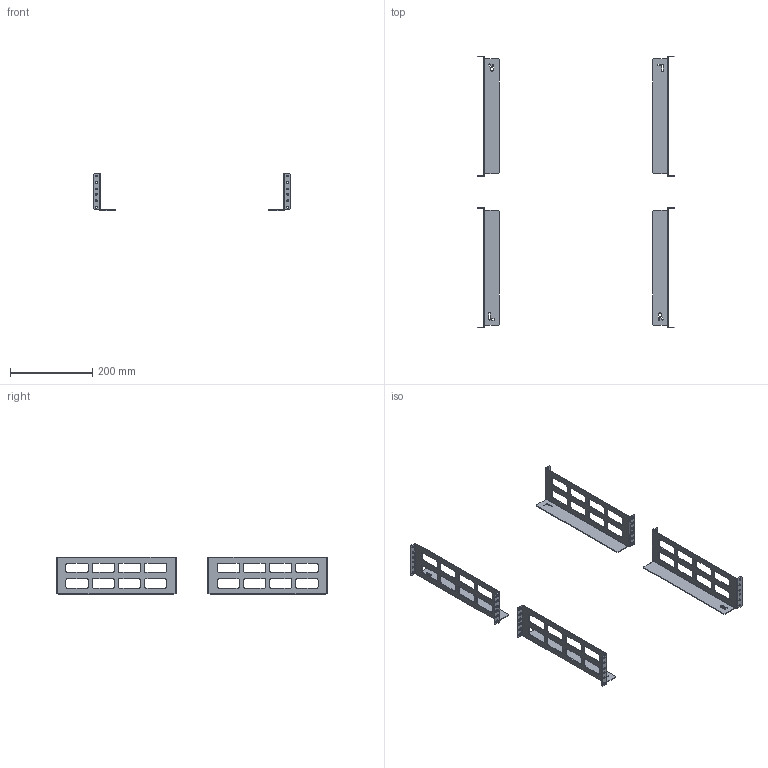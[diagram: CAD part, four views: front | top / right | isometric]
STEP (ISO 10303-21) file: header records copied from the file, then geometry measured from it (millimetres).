
FILE_DESCRIPTION (( 'STEP AP203' ), '1' );
FILE_NAME ('RDAB2U26.step', '2020-11-12T13:00:57', ( 'ADC123' ), ( 'Microsoft' ), 'SwSTEP 2.0', 'SolidWorks 2019', '' );
FILE_SCHEMA (( 'CONFIG_CONTROL_DESIGN' ));
Length unit declared in the file: inch
Products named in the file (1): RDAB2U26
Bounding box: 480.77 x 660.4 x 90.73 mm (x, y, z)
Volume: 210518.4 mm3; surface area: 247608.2 mm2
Topology: 4 solids, 4 shells, 540 faces, 1580 edges, 1048 vertices
Faces by surface type: plane 296, cylinder 244
Full cylindrical faces by diameter (mm): 4.496 x24
Entity records: 18281 total; most frequent: CARTESIAN_POINT 3145, DIRECTION 3126, ORIENTED_EDGE 3112, EDGE_CURVE 1556, VECTOR 1068, LINE 1068, VERTEX_POINT 1048, AXIS2_PLACEMENT_3D 1029
